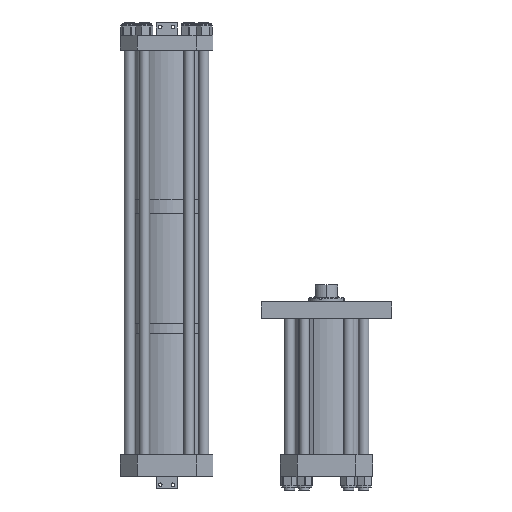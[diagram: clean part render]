
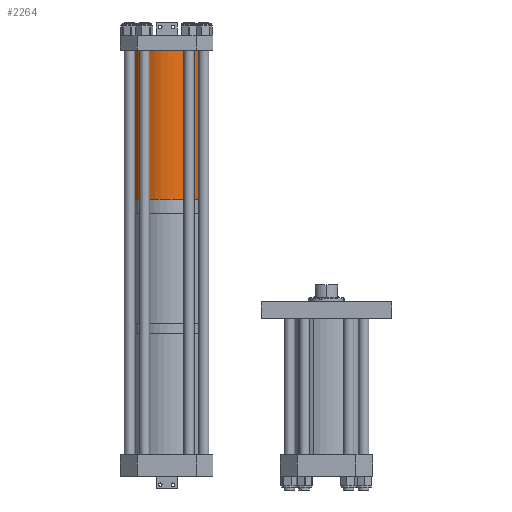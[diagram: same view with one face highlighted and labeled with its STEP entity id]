
A CAD part, front view. The second image highlights one B-rep face of the part: STEP entity #2264.
In plain terms, the highlighted cylindrical face has radius 114.3 mm (diameter 228.6 mm), a partial arc.
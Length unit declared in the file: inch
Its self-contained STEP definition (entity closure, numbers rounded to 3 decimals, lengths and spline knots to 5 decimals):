
#165 = EDGE_LOOP ( 'NONE', ( #2793, #16638, #13547, #8054 ) ) ;
#1139 = AXIS2_PLACEMENT_3D ( 'NONE', #6089, #16968, #8696 ) ;
#1920 = CIRCLE ( 'NONE', #11406, 4.5 ) ;
#2264 = ADVANCED_FACE ( 'NONE', ( #12192 ), #11527, .T. ) ;
#2578 = DIRECTION ( 'NONE',  ( 0., 0., 1. ) ) ;
#2793 = ORIENTED_EDGE ( 'NONE', *, *, #4737, .F. ) ;
#4041 = CARTESIAN_POINT ( 'NONE',  ( 4.5, 0., 17.716 ) ) ;
#4737 = EDGE_CURVE ( 'NONE', #6631, #12850, #15363, .T. ) ;
#5989 = VERTEX_POINT ( 'NONE', #10353 ) ;
#6089 = CARTESIAN_POINT ( 'NONE',  ( 0., 0., 17.716 ) ) ;
#6631 = VERTEX_POINT ( 'NONE', #13172 ) ;
#6846 = EDGE_CURVE ( 'NONE', #8935, #12850, #1920, .T. ) ;
#7234 = EDGE_CURVE ( 'NONE', #5989, #8935, #11222, .T. ) ;
#7549 = VECTOR ( 'NONE', #11346, 39.37008 ) ;
#7624 = DIRECTION ( 'NONE',  ( 0., 0., 1. ) ) ;
#8054 = ORIENTED_EDGE ( 'NONE', *, *, #6846, .T. ) ;
#8665 = VECTOR ( 'NONE', #16374, 39.37008 ) ;
#8696 = DIRECTION ( 'NONE',  ( -1., 0., 0. ) ) ;
#8935 = VERTEX_POINT ( 'NONE', #9522 ) ;
#9522 = CARTESIAN_POINT ( 'NONE',  ( -4.5, 0., 0. ) ) ;
#10353 = CARTESIAN_POINT ( 'NONE',  ( -4.5, 0., 17.716 ) ) ;
#11222 = LINE ( 'NONE', #15350, #7549 ) ;
#11260 = CIRCLE ( 'NONE', #17212, 4.5 ) ;
#11346 = DIRECTION ( 'NONE',  ( 0., 0., -1. ) ) ;
#11406 = AXIS2_PLACEMENT_3D ( 'NONE', #13599, #2578, #17776 ) ;
#11527 = CYLINDRICAL_SURFACE ( 'NONE', #1139, 4.5 ) ;
#11904 = CARTESIAN_POINT ( 'NONE',  ( 0., 0., 17.716 ) ) ;
#12192 = FACE_OUTER_BOUND ( 'NONE', #165, .T. ) ;
#12850 = VERTEX_POINT ( 'NONE', #15812 ) ;
#13172 = CARTESIAN_POINT ( 'NONE',  ( 4.5, 0., 17.716 ) ) ;
#13521 = EDGE_CURVE ( 'NONE', #5989, #6631, #11260, .T. ) ;
#13547 = ORIENTED_EDGE ( 'NONE', *, *, #7234, .T. ) ;
#13599 = CARTESIAN_POINT ( 'NONE',  ( 0., 0., 0. ) ) ;
#15350 = CARTESIAN_POINT ( 'NONE',  ( -4.5, 0., 17.716 ) ) ;
#15363 = LINE ( 'NONE', #4041, #8665 ) ;
#15812 = CARTESIAN_POINT ( 'NONE',  ( 4.5, 0., 0. ) ) ;
#16374 = DIRECTION ( 'NONE',  ( 0., 0., -1. ) ) ;
#16638 = ORIENTED_EDGE ( 'NONE', *, *, #13521, .F. ) ;
#16968 = DIRECTION ( 'NONE',  ( 0., 0., -1. ) ) ;
#17212 = AXIS2_PLACEMENT_3D ( 'NONE', #11904, #7624, #17374 ) ;
#17374 = DIRECTION ( 'NONE',  ( 1., 0., 0. ) ) ;
#17776 = DIRECTION ( 'NONE',  ( 1., 0., 0. ) ) ;
